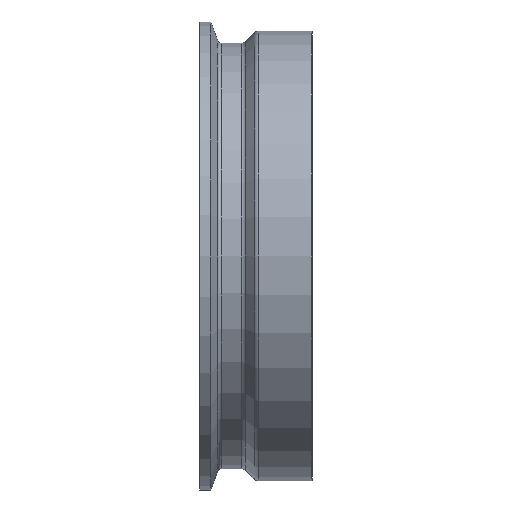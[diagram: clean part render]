
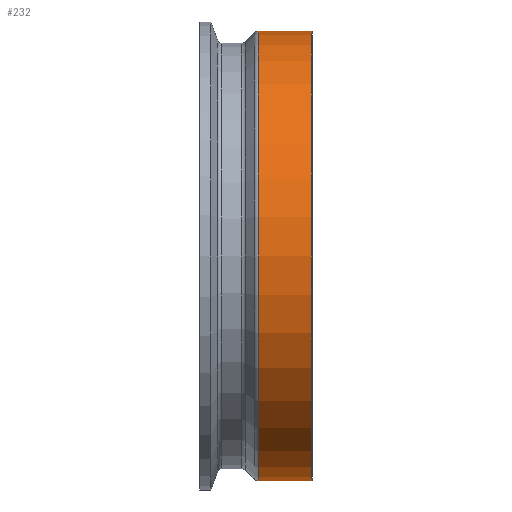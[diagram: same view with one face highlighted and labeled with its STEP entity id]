
A CAD part, front view. The second image highlights one B-rep face of the part: STEP entity #232.
In plain terms, the highlighted cylindrical face has radius 57.15 mm (diameter 114.3 mm), a full revolution.
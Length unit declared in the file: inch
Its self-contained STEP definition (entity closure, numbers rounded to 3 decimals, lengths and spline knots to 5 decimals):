
#24=CYLINDRICAL_SURFACE('',#267,2.25);
#35=FACE_BOUND('',#85,.T.);
#56=FACE_OUTER_BOUND('',#84,.T.);
#84=EDGE_LOOP('',(#189));
#85=EDGE_LOOP('',(#190));
#118=CIRCLE('',#263,2.25);
#121=CIRCLE('',#268,2.25);
#139=VERTEX_POINT('',#400);
#142=VERTEX_POINT('',#408);
#160=EDGE_CURVE('',#139,#139,#118,.T.);
#163=EDGE_CURVE('',#142,#142,#121,.T.);
#189=ORIENTED_EDGE('',*,*,#163,.F.);
#190=ORIENTED_EDGE('',*,*,#160,.F.);
#232=ADVANCED_FACE('',(#56,#35),#24,.T.);
#263=AXIS2_PLACEMENT_3D('',#401,#322,#323);
#267=AXIS2_PLACEMENT_3D('',#407,#330,#331);
#268=AXIS2_PLACEMENT_3D('',#409,#332,#333);
#322=DIRECTION('center_axis',(1.,0.,0.));
#323=DIRECTION('ref_axis',(0.,-1.,0.));
#330=DIRECTION('center_axis',(1.,0.,0.));
#331=DIRECTION('ref_axis',(0.,1.,0.));
#332=DIRECTION('center_axis',(-1.,0.,0.));
#333=DIRECTION('ref_axis',(0.,-1.,0.));
#400=CARTESIAN_POINT('',(1.12,2.25,0.));
#401=CARTESIAN_POINT('Origin',(1.12,0.,0.));
#407=CARTESIAN_POINT('Origin',(0.84326,0.,
0.));
#408=CARTESIAN_POINT('',(0.58638,2.25,0.));
#409=CARTESIAN_POINT('Origin',(0.58638,0.,
0.));
